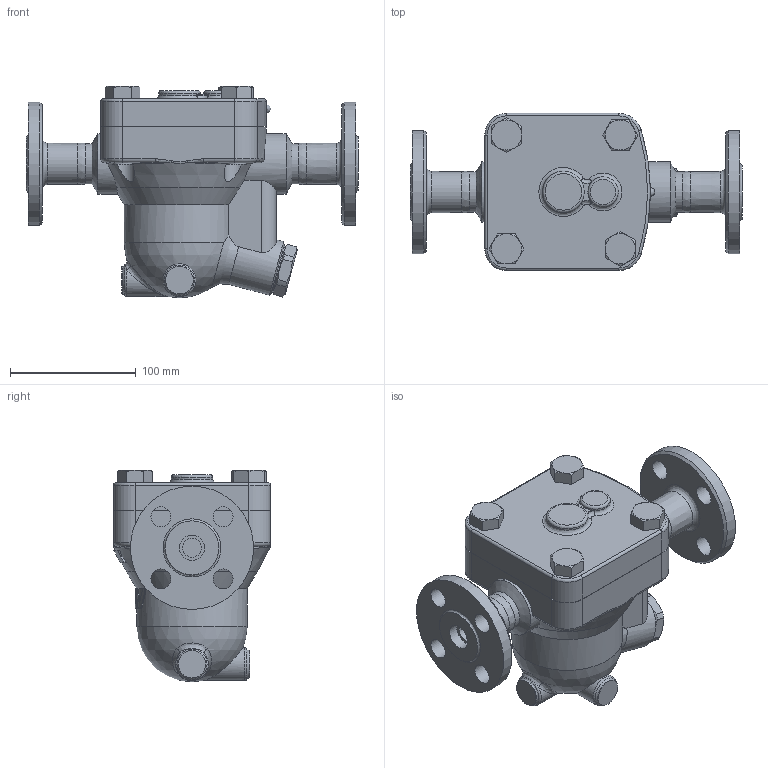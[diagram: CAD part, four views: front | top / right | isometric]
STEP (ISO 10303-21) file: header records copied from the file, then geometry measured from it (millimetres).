
FILE_DESCRIPTION((''),'2;1');
FILE_NAME('j5rhb-020-a0150-00.stp','2011-01-20T09:41:31',('nakaot'),(''),'Autodesk Inventor 2008','Autodesk Inventor 2008','');
FILE_SCHEMA(('AUTOMOTIVE_DESIGN { 1 0 10303 214 1 1 1 1 }'));
Length unit declared in the file: millimetre
Products named in the file (1): j5rhb-020-a0150-00
Bounding box: 264 x 125 x 168.2 mm (x, y, z)
Volume: 1894344.7 mm3; surface area: 171296.5 mm2
Topology: 1 solids, 1 shells, 280 faces, 690 edges, 434 vertices
Faces by surface type: plane 93, bspline 68, cylinder 66, cone 36, torus 15, sphere 2
Full cylindrical faces by diameter (mm): 15 x1, 16 x12, 20 x1, 22 x2, 24 x1, 26 x1, 32 x2, 33 x1, 38 x1, 44 x1, 48 x2, 80 x1, 98 x1
Entity records: 16506 total; most frequent: CARTESIAN_POINT 10681, ORIENTED_EDGE 1202, DIRECTION 1108, EDGE_CURVE 601, AXIS2_PLACEMENT_3D 475, VERTEX_POINT 411, EDGE_LOOP 392, FACE_OUTER_BOUND 280
